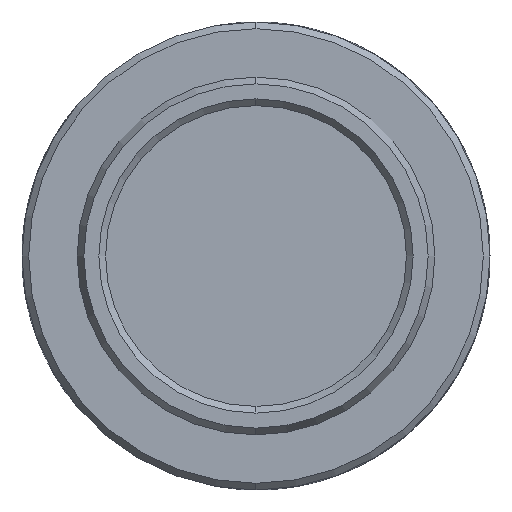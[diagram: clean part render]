
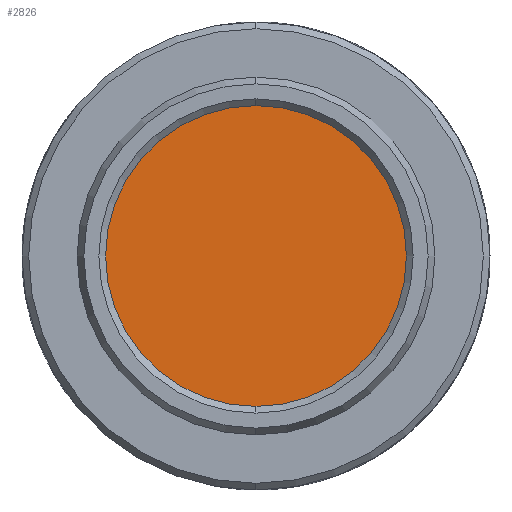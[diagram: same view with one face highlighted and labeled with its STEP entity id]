
A CAD part, left-side view. The second image highlights one B-rep face of the part: STEP entity #2826.
In plain terms, the highlighted planar face has unit normal (-1, 0, 0).
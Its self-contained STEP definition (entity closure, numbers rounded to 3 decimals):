
#673 = CARTESIAN_POINT ( 'NONE',  ( 2.794, 3.438, -5.17 ) ) ;
#1087 = CARTESIAN_POINT ( 'NONE',  ( 2.794, 0., 0. ) ) ;
#1149 = CARTESIAN_POINT ( 'NONE',  ( 2.794, 0., 0. ) ) ;
#1656 = ORIENTED_EDGE ( 'NONE', *, *, #10039, .F. ) ;
#2215 = DIRECTION ( 'NONE',  ( 1., 0., 0. ) ) ;
#2273 = DIRECTION ( 'NONE',  ( 0., 0.554, -0.833 ) ) ;
#2826 = ADVANCED_FACE ( 'NONE', ( #14025 ), #11201, .F. ) ;
#2930 = EDGE_CURVE ( 'NONE', #7505, #12837, #5687, .T. ) ;
#5052 = CARTESIAN_POINT ( 'NONE',  ( 2.794, -3.438, 5.17 ) ) ;
#5189 = CIRCLE ( 'NONE', #9163, 6.209 ) ;
#5687 = CIRCLE ( 'NONE', #12146, 6.209 ) ;
#5977 = DIRECTION ( 'NONE',  ( 1., 0., 0. ) ) ;
#7505 = VERTEX_POINT ( 'NONE', #5052 ) ;
#9040 = DIRECTION ( 'NONE',  ( 1., 0., 0. ) ) ;
#9163 = AXIS2_PLACEMENT_3D ( 'NONE', #1149, #9040, #2273 ) ;
#10039 = EDGE_CURVE ( 'NONE', #12837, #7505, #5189, .T. ) ;
#10117 = DIRECTION ( 'NONE',  ( 0., 0.554, -0.833 ) ) ;
#10845 = EDGE_LOOP ( 'NONE', ( #1656, #14037 ) ) ;
#11201 = PLANE ( 'NONE',  #14425 ) ;
#12146 = AXIS2_PLACEMENT_3D ( 'NONE', #12779, #5977, #13915 ) ;
#12779 = CARTESIAN_POINT ( 'NONE',  ( 2.794, 0., 0. ) ) ;
#12837 = VERTEX_POINT ( 'NONE', #673 ) ;
#13915 = DIRECTION ( 'NONE',  ( 0., 0.554, -0.833 ) ) ;
#14025 = FACE_OUTER_BOUND ( 'NONE', #10845, .T. ) ;
#14037 = ORIENTED_EDGE ( 'NONE', *, *, #2930, .F. ) ;
#14425 = AXIS2_PLACEMENT_3D ( 'NONE', #1087, #2215, #10117 ) ;
